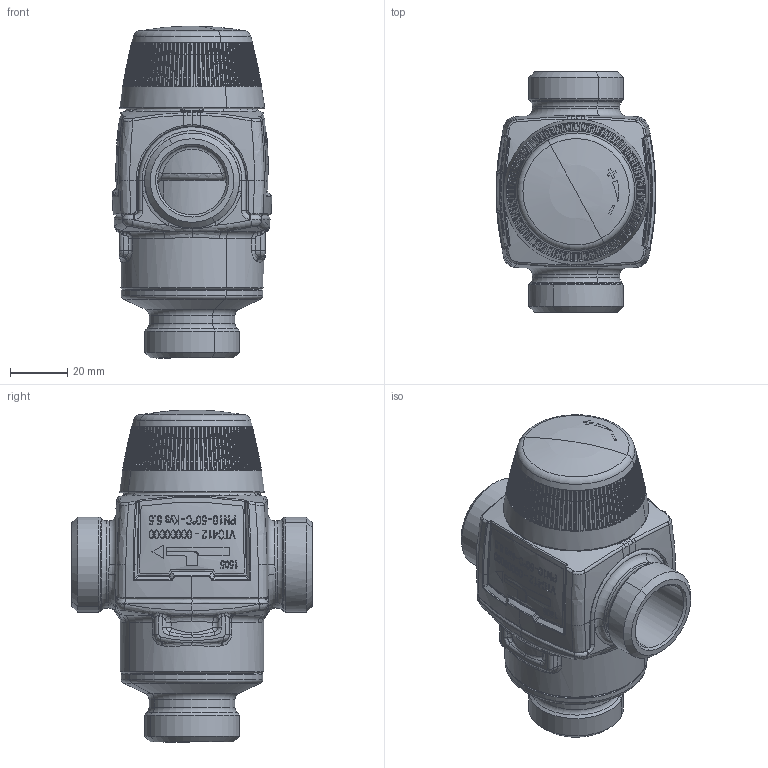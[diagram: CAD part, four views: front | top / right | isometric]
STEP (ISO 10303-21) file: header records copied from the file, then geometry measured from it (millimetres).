
FILE_DESCRIPTION(('CATIA V5 STEP Exchange'),'2;1');
FILE_NAME('VTC420_51060600.stp','2017-03-27T15:21:28+00:00',('none'),('none'),'CATIA Version 5-6 Release 2014 SP4 HF22','CATIA V5 STEP AP203','none');
FILE_SCHEMA(('CONFIG_CONTROL_DESIGN'));
Length unit declared in the file: millimetre
Products named in the file (1): VTC420_51060600
Bounding box: 55.84 x 84 x 116 mm (x, y, z)
Volume: 182412.8 mm3; surface area: 53866.4 mm2
Topology: 1 solids, 5 shells, 4289 faces, 11815 edges, 7678 vertices
Faces by surface type: plane 2432, bspline 893, cylinder 343, torus 246, revolution 199, cone 94, sphere 74, extrusion 8
Entity records: 189968 total; most frequent: CARTESIAN_POINT 101252, ORIENTED_EDGE 23508, EDGE_CURVE 11754, DIRECTION 9679, VERTEX_POINT 7678, B_SPLINE_CURVE_WITH_KNOTS 7645, EDGE_LOOP 4506, ADVANCED_FACE 4289
